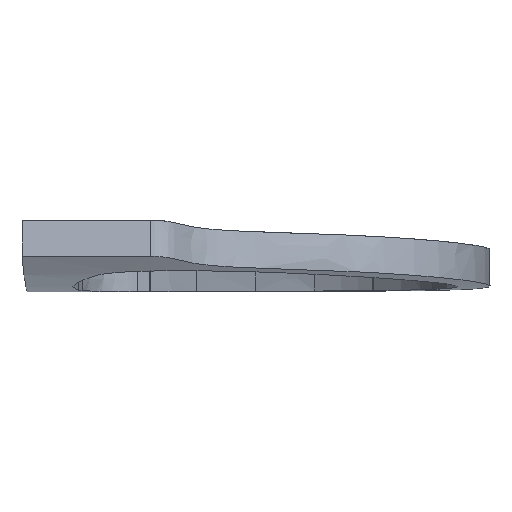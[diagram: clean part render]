
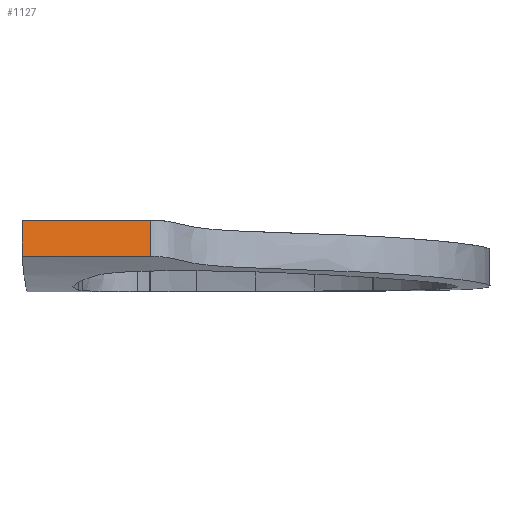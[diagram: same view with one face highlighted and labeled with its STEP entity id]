
A CAD part, left-side view. The second image highlights one B-rep face of the part: STEP entity #1127.
In plain terms, the highlighted free-form (B-spline) face has degree [3, 3] with [5, 4] control points.
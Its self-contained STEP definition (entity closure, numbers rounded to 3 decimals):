
#73=FACE_OUTER_BOUND('',#137,.T.);
#137=EDGE_LOOP('',(#989,#990,#991,#992));
#243=B_SPLINE_CURVE_WITH_KNOTS('',3,(#3825,#3826,#3827,#3828,#3829),
 .UNSPECIFIED.,.F.,.F.,(4,1,4),(0.,0.526,1.227),
 .UNSPECIFIED.);
#251=B_SPLINE_CURVE_WITH_KNOTS('',3,(#4698,#4699,#4700,#4701,#4702,#4703,
#4704,#4705,#4706,#4707,#4708,#4709,#4710,#4711,#4712,#4713,#4714,#4715,
#4716,#4717,#4718,#4719,#4720,#4721,#4722,#4723,#4724,#4725,#4726,#4727,
#4728),.UNSPECIFIED.,.F.,.F.,(4,3,3,3,3,3,3,3,3,3,4),(0.,0.098,
0.239,0.292,0.526,0.548,
0.887,1.057,1.108,1.126,1.227),
 .UNSPECIFIED.);
#311=LINE('',#5601,#369);
#312=LINE('',#5602,#370);
#369=VECTOR('',#1201,10.);
#370=VECTOR('',#1202,10.);
#479=VERTEX_POINT('',#3823);
#480=VERTEX_POINT('',#3824);
#485=VERTEX_POINT('',#4696);
#486=VERTEX_POINT('',#4697);
#643=EDGE_CURVE('',#479,#480,#243,.T.);
#651=EDGE_CURVE('',#485,#486,#251,.T.);
#659=EDGE_CURVE('',#486,#480,#311,.T.);
#660=EDGE_CURVE('',#485,#479,#312,.T.);
#989=ORIENTED_EDGE('',*,*,#651,.T.);
#990=ORIENTED_EDGE('',*,*,#659,.T.);
#991=ORIENTED_EDGE('',*,*,#643,.F.);
#992=ORIENTED_EDGE('',*,*,#660,.F.);
#1067=B_SPLINE_SURFACE_WITH_KNOTS('',3,3,((#5581,#5582,#5583,#5584),(#5585,
#5586,#5587,#5588),(#5589,#5590,#5591,#5592),(#5593,#5594,#5595,#5596),
(#5597,#5598,#5599,#5600)),.UNSPECIFIED.,.F.,.F.,.F.,(4,1,4),(4,4),(0.,
0.526,1.227),(0.,0.35),.UNSPECIFIED.);
#1127=ADVANCED_FACE('',(#73),#1067,.T.);
#1201=DIRECTION('',(0.172,-0.003,0.985));
#1202=DIRECTION('',(0.18,-0.002,0.984));
#3823=CARTESIAN_POINT('',(-66.229,6.13,6.818));
#3824=CARTESIAN_POINT('',(-66.257,-6.147,6.823));
#3825=CARTESIAN_POINT('Ctrl Pts',(-66.229,6.13,6.818));
#3826=CARTESIAN_POINT('Ctrl Pts',(-66.226,4.387,6.814));
#3827=CARTESIAN_POINT('Ctrl Pts',(-66.249,0.28,6.82));
#3828=CARTESIAN_POINT('Ctrl Pts',(-66.252,-3.785,6.829));
#3829=CARTESIAN_POINT('Ctrl Pts',(-66.257,-6.147,6.823));
#4696=CARTESIAN_POINT('',(-66.859,6.136,3.375));
#4697=CARTESIAN_POINT('',(-66.859,-6.136,3.375));
#4698=CARTESIAN_POINT('Ctrl Pts',(-66.859,6.136,3.375));
#4699=CARTESIAN_POINT('Ctrl Pts',(-66.859,5.81,3.374));
#4700=CARTESIAN_POINT('Ctrl Pts',(-66.859,5.483,3.374));
#4701=CARTESIAN_POINT('Ctrl Pts',(-66.859,5.157,3.374));
#4702=CARTESIAN_POINT('Ctrl Pts',(-66.859,4.686,3.374));
#4703=CARTESIAN_POINT('Ctrl Pts',(-66.859,4.216,3.374));
#4704=CARTESIAN_POINT('Ctrl Pts',(-66.859,3.745,3.375));
#4705=CARTESIAN_POINT('Ctrl Pts',(-66.859,3.568,3.375));
#4706=CARTESIAN_POINT('Ctrl Pts',(-66.859,3.391,3.375));
#4707=CARTESIAN_POINT('Ctrl Pts',(-66.859,3.215,3.375));
#4708=CARTESIAN_POINT('Ctrl Pts',(-66.859,2.435,3.375));
#4709=CARTESIAN_POINT('Ctrl Pts',(-66.859,1.656,3.376));
#4710=CARTESIAN_POINT('Ctrl Pts',(-66.858,0.877,3.375));
#4711=CARTESIAN_POINT('Ctrl Pts',(-66.858,0.805,3.375));
#4712=CARTESIAN_POINT('Ctrl Pts',(-66.858,0.732,3.375));
#4713=CARTESIAN_POINT('Ctrl Pts',(-66.858,0.66,3.375));
#4714=CARTESIAN_POINT('Ctrl Pts',(-66.858,-0.473,
3.375));
#4715=CARTESIAN_POINT('Ctrl Pts',(-66.858,-1.605,3.375));
#4716=CARTESIAN_POINT('Ctrl Pts',(-66.858,-2.738,3.376));
#4717=CARTESIAN_POINT('Ctrl Pts',(-66.858,-3.304,3.376));
#4718=CARTESIAN_POINT('Ctrl Pts',(-66.858,-3.871,3.376));
#4719=CARTESIAN_POINT('Ctrl Pts',(-66.858,-4.437,3.377));
#4720=CARTESIAN_POINT('Ctrl Pts',(-66.858,-4.606,3.377));
#4721=CARTESIAN_POINT('Ctrl Pts',(-66.858,-4.775,3.377));
#4722=CARTESIAN_POINT('Ctrl Pts',(-66.858,-4.943,3.377));
#4723=CARTESIAN_POINT('Ctrl Pts',(-66.858,-5.004,3.377));
#4724=CARTESIAN_POINT('Ctrl Pts',(-66.858,-5.065,3.377));
#4725=CARTESIAN_POINT('Ctrl Pts',(-66.858,-5.125,3.377));
#4726=CARTESIAN_POINT('Ctrl Pts',(-66.858,-5.462,3.376));
#4727=CARTESIAN_POINT('Ctrl Pts',(-66.858,-5.799,3.376));
#4728=CARTESIAN_POINT('Ctrl Pts',(-66.859,-6.136,3.375));
#5581=CARTESIAN_POINT('Ctrl Pts',(-66.859,6.136,3.375));
#5582=CARTESIAN_POINT('Ctrl Pts',(-66.649,6.134,4.523));
#5583=CARTESIAN_POINT('Ctrl Pts',(-66.439,6.132,5.67));
#5584=CARTESIAN_POINT('Ctrl Pts',(-66.229,6.13,6.818));
#5585=CARTESIAN_POINT('Ctrl Pts',(-66.859,4.383,3.372));
#5586=CARTESIAN_POINT('Ctrl Pts',(-66.648,4.386,4.52));
#5587=CARTESIAN_POINT('Ctrl Pts',(-66.436,4.385,5.667));
#5588=CARTESIAN_POINT('Ctrl Pts',(-66.226,4.387,6.814));
#5589=CARTESIAN_POINT('Ctrl Pts',(-66.858,0.292,3.374));
#5590=CARTESIAN_POINT('Ctrl Pts',(-66.655,0.289,4.522));
#5591=CARTESIAN_POINT('Ctrl Pts',(-66.452,0.283,5.671));
#5592=CARTESIAN_POINT('Ctrl Pts',(-66.249,0.28,6.82));
#5593=CARTESIAN_POINT('Ctrl Pts',(-66.857,-3.799,3.382));
#5594=CARTESIAN_POINT('Ctrl Pts',(-66.656,-3.795,4.531));
#5595=CARTESIAN_POINT('Ctrl Pts',(-66.454,-3.788,5.68));
#5596=CARTESIAN_POINT('Ctrl Pts',(-66.252,-3.785,6.829));
#5597=CARTESIAN_POINT('Ctrl Pts',(-66.859,-6.136,3.375));
#5598=CARTESIAN_POINT('Ctrl Pts',(-66.658,-6.14,4.524));
#5599=CARTESIAN_POINT('Ctrl Pts',(-66.458,-6.143,5.674));
#5600=CARTESIAN_POINT('Ctrl Pts',(-66.257,-6.147,6.823));
#5601=CARTESIAN_POINT('',(-66.859,-6.136,3.375));
#5602=CARTESIAN_POINT('',(-66.859,6.136,3.375));
